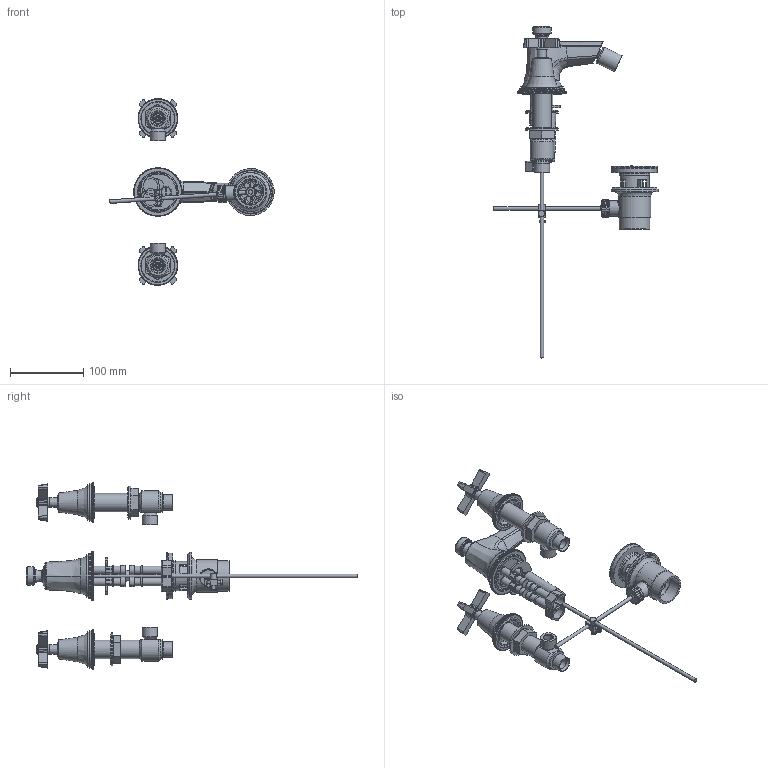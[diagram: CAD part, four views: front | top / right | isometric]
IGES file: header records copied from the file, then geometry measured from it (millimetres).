
Global section: file name: No Iges File Name specified; native system: Autodesk Inventor 2012; preprocessor: AutoDesk Inventor Iges Exporter R2012; author: mblakey; date: 20120917.143709; units: millimetre
Bounding box: 223.87 x 452 x 254 mm (x, y, z)
Volume: 481072.6 mm3; surface area: 246233.1 mm2
Topology: 61 solids, 62 shells, 4709 faces, 11828 edges, 7541 vertices
Faces by surface type: plane 2789, cone 725, cylinder 624, revolution 289, bspline 151, torus 116, sphere 15
Full cylindrical faces by diameter (mm): 1 x3, 3.141 x2, 4 x4, 4.76 x1, 5 x2, 6 x1, 6.2 x3, 6.229 x2, 7.5 x2, 8 x7, 8.8 x2, 9 x1, 9.1 x2, 9.525 x3, 9.7 x4, 9.8 x1, 10 x2, 11 x8, 11.2 x1, 11.25 x4, 11.998 x2, 12.6 x6, 12.7 x6, 13.8 x1, 13.95 x1, 14 x1, 14.8 x2, 15.5 x1, 16 x1, 17.399 x1
